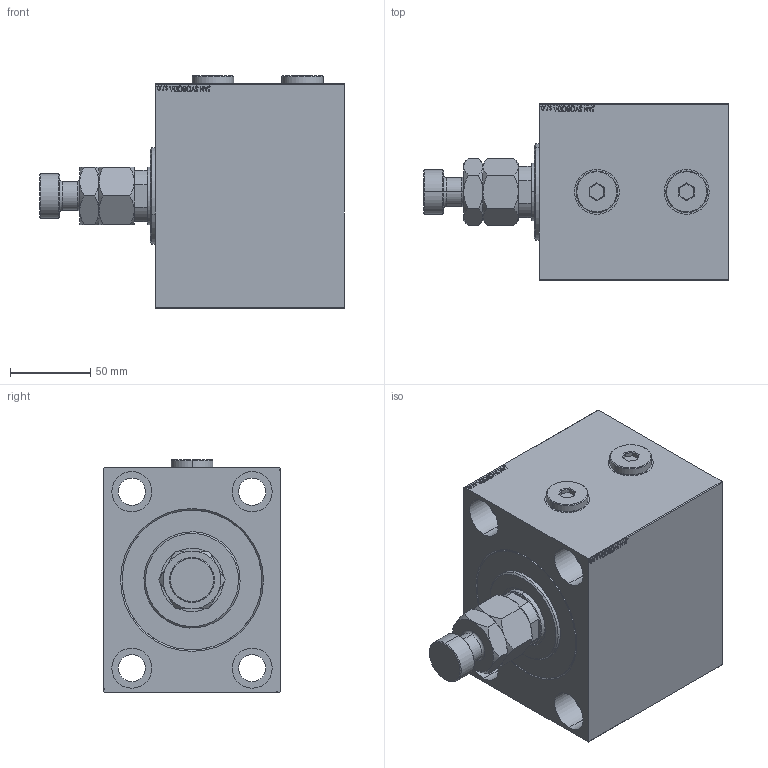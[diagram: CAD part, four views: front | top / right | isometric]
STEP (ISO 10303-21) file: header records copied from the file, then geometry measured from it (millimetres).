
FILE_DESCRIPTION (( 'STEP AP203' ), '1' );
FILE_NAME ('f657.STEP', '2024-02-12T19:09:08', ( '' ), ( '' ), 'SwSTEP 2.0', 'SolidWorks 2019', '' );
FILE_SCHEMA (( 'CONFIG_CONTROL_DESIGN' ));
Length unit declared in the file: millimetre
Products named in the file (6): V450CM_C_Body 7a4ff5d66e31f70fa23d2a90b014716c; Zatka_OIL_PORT 7a4ff5d66e31f70fa23d2a90b014716c; V450CM_C_VCP 7a4ff5d66e31f70fa23d2a90b014716c; MFA 7a4ff5d66e31f70fa23d2a90b014716c; V450CM_VC_B 7a4ff5d66e31f70fa23d2a90b014716c; f657
Assembly tree (6 placements, depth 2):
  f657
    V450CM_C_Body 7a4ff5d66e31f70fa23d2a90b014716c
    V450CM_C_VCP 7a4ff5d66e31f70fa23d2a90b014716c
    V450CM_VC_B 7a4ff5d66e31f70fa23d2a90b014716c
    MFA 7a4ff5d66e31f70fa23d2a90b014716c
    Zatka_OIL_PORT 7a4ff5d66e31f70fa23d2a90b014716c  x2
Bounding box: 190 x 110 x 144.9 mm (x, y, z)
Volume: 1664767.9 mm3; surface area: 188701.5 mm2
Topology: 6 solids, 6 shells, 969 faces, 2432 edges, 1595 vertices
Faces by surface type: plane 459, bspline 380, cylinder 80, cone 46, torus 4
Entity records: 46866 total; most frequent: CARTESIAN_POINT 25932, ORIENTED_EDGE 4780, DIRECTION 2928, EDGE_CURVE 2390, VERTEX_POINT 1571, VECTOR 1370, LINE 1370, EDGE_LOOP 1087
